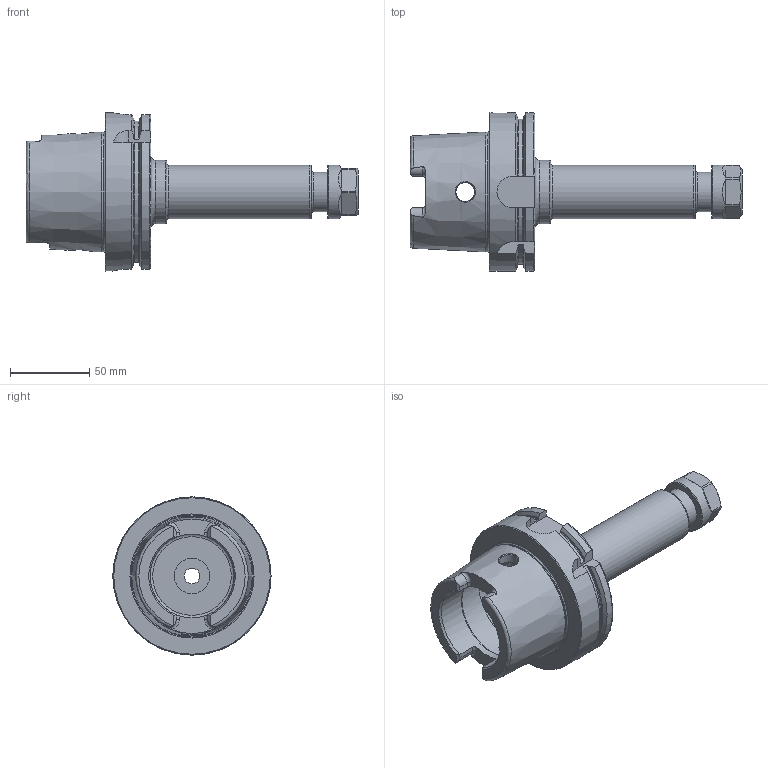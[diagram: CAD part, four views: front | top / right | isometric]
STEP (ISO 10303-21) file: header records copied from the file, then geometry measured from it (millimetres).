
FILE_DESCRIPTION(/* description */ (''),/* implementation_level */ '2;1');
FILE_NAME(/* name */ 'BR104.stp',/* time_stamp */ '2025-03-17T12:59:31+09:00',/* author */ ('YSH'),/* organization */ (''),/* preprocessor_version */ 'ST-DEVELOPER v20',/* originating_system */ 'Autodesk Inventor 2025',/* authorisation */ '');
FILE_SCHEMA (('AUTOMOTIVE_DESIGN { 1 0 10303 214 3 1 1 }'));
Length unit declared in the file: millimetre
Products named in the file (3): LO-HSK100A-ER20-6.30; LO-HSK100A-ER20-6.30_1; ER20NUT
Assembly tree (2 placements, depth 2):
  LO-HSK100A-ER20-6.30
    LO-HSK100A-ER20-6.30_1
    ER20NUT
Bounding box: 210 x 100 x 100 mm (x, y, z)
Volume: 352846.4 mm3; surface area: 71417.9 mm2
Topology: 2 solids, 3 shells, 153 faces, 396 edges, 258 vertices
Faces by surface type: plane 58, cylinder 43, torus 30, cone 20, bspline 2
Full cylindrical faces by diameter (mm): 10 x2, 12 x2, 12.573 x1, 14.9 x1, 16 x1, 18.4 x1, 21.76 x1, 22.376 x1, 23.5 x1, 25 x3, 25.5 x1, 34 x2, 40 x1, 53 x2, 63 x1, 75.415 x1, 100 x1
Entity records: 5621 total; most frequent: CARTESIAN_POINT 1704, DIRECTION 820, ORIENTED_EDGE 790, EDGE_CURVE 396, AXIS2_PLACEMENT_3D 343, VERTEX_POINT 258, EDGE_LOOP 172, CIRCLE 172
